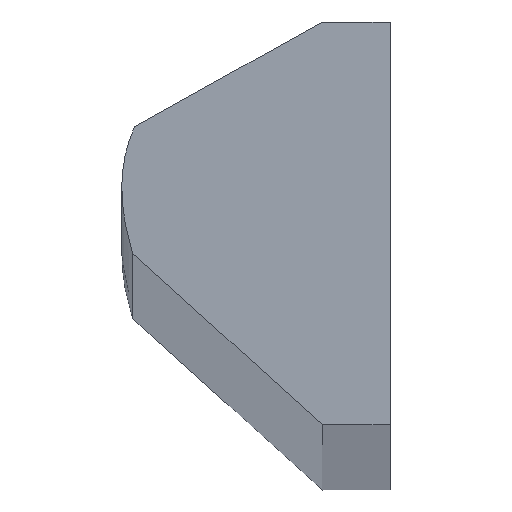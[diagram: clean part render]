
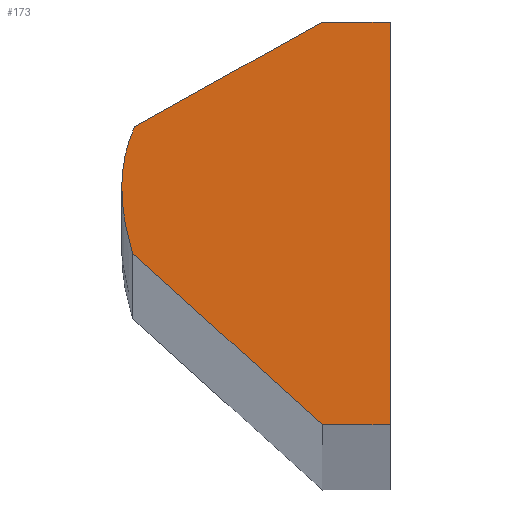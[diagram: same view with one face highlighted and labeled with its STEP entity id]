
A CAD part, top view. The second image highlights one B-rep face of the part: STEP entity #173.
In plain terms, the highlighted planar face has unit normal (0, 0, 1).
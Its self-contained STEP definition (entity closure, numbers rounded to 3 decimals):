
#104=CARTESIAN_POINT('Axis2P3D Location',(0.,0.,1395.)) ;
#109=CARTESIAN_POINT('Line Origine',(8.736,-3.676,1395.)) ;
#113=CARTESIAN_POINT('Vertex',(7.472,-3.676,1395.)) ;
#115=CARTESIAN_POINT('Vertex',(10.,-3.676,1395.)) ;
#118=CARTESIAN_POINT('Line Origine',(3.972,-5.627,1395.)) ;
#122=CARTESIAN_POINT('Vertex',(0.471,-7.578,1395.)) ;
#126=CARTESIAN_POINT('Control Point',(0.,-9.798,1395.)) ;
#127=CARTESIAN_POINT('Control Point',(0.,-9.345,1395.)) ;
#128=CARTESIAN_POINT('Control Point',(0.048,-8.896,1395.)) ;
#129=CARTESIAN_POINT('Control Point',(0.143,-8.452,1395.)) ;
#130=CARTESIAN_POINT('Control Point',(0.285,-8.013,1395.)) ;
#131=CARTESIAN_POINT('Control Point',(0.471,-7.578,1395.)) ;
#132=CARTESIAN_POINT('Vertex',(0.,-9.798,1395.)) ;
#136=CARTESIAN_POINT('Control Point',(0.404,-12.29,1395.)) ;
#137=CARTESIAN_POINT('Control Point',(0.244,-11.783,1395.)) ;
#138=CARTESIAN_POINT('Control Point',(0.123,-11.279,1395.)) ;
#139=CARTESIAN_POINT('Control Point',(0.041,-10.78,1395.)) ;
#140=CARTESIAN_POINT('Control Point',(0.,-10.286,1395.)) ;
#141=CARTESIAN_POINT('Control Point',(0.,-9.798,1395.)) ;
#142=CARTESIAN_POINT('Vertex',(0.404,-12.29,1395.)) ;
#145=CARTESIAN_POINT('Line Origine',(3.938,-15.483,1395.)) ;
#149=CARTESIAN_POINT('Vertex',(7.472,-18.676,1395.)) ;
#152=CARTESIAN_POINT('Line Origine',(8.736,-18.676,1395.)) ;
#156=CARTESIAN_POINT('Vertex',(10.,-18.676,1395.)) ;
#159=CARTESIAN_POINT('Line Origine',(10.,-11.176,1395.)) ;
#111=VECTOR('Line Direction',#110,1.) ;
#120=VECTOR('Line Direction',#119,1.) ;
#147=VECTOR('Line Direction',#146,1.) ;
#154=VECTOR('Line Direction',#153,1.) ;
#161=VECTOR('Line Direction',#160,1.) ;
#105=DIRECTION('Axis2P3D Direction',(0.,0.,-1.)) ;
#106=DIRECTION('Axis2P3D XDirection',(1.,0.,0.)) ;
#110=DIRECTION('Vector Direction',(1.,0.,0.)) ;
#119=DIRECTION('Vector Direction',(-0.873,-0.487,0.)) ;
#146=DIRECTION('Vector Direction',(-0.742,0.67,0.)) ;
#153=DIRECTION('Vector Direction',(-1.,0.,0.)) ;
#160=DIRECTION('Vector Direction',(0.,-1.,0.)) ;
#107=AXIS2_PLACEMENT_3D('Plane Axis2P3D',#104,#105,#106) ;
#112=LINE('Line',#109,#111) ;
#121=LINE('Line',#118,#120) ;
#148=LINE('Line',#145,#147) ;
#155=LINE('Line',#152,#154) ;
#162=LINE('Line',#159,#161) ;
#108=PLANE('',#107) ;
#117=EDGE_CURVE('',#114,#116,#112,.T.) ;
#124=EDGE_CURVE('',#123,#114,#121,.F.) ;
#134=EDGE_CURVE('',#133,#123,#125,.T.) ;
#144=EDGE_CURVE('',#143,#133,#135,.T.) ;
#151=EDGE_CURVE('',#150,#143,#148,.T.) ;
#158=EDGE_CURVE('',#157,#150,#155,.T.) ;
#163=EDGE_CURVE('',#116,#157,#162,.T.) ;
#165=ORIENTED_EDGE('',*,*,#117,.F.) ;
#166=ORIENTED_EDGE('',*,*,#124,.F.) ;
#167=ORIENTED_EDGE('',*,*,#134,.F.) ;
#168=ORIENTED_EDGE('',*,*,#144,.F.) ;
#169=ORIENTED_EDGE('',*,*,#151,.F.) ;
#170=ORIENTED_EDGE('',*,*,#158,.F.) ;
#171=ORIENTED_EDGE('',*,*,#163,.F.) ;
#164=EDGE_LOOP('',(#165,#166,#167,#168,#169,#170,#171)) ;
#114=VERTEX_POINT('',#113) ;
#116=VERTEX_POINT('',#115) ;
#123=VERTEX_POINT('',#122) ;
#133=VERTEX_POINT('',#132) ;
#143=VERTEX_POINT('',#142) ;
#150=VERTEX_POINT('',#149) ;
#157=VERTEX_POINT('',#156) ;
#173=ADVANCED_FACE('PartBody',(#172),#108,.F.) ;
#125=B_SPLINE_CURVE_WITH_KNOTS('',5,(#126,#127,#128,#129,#130,#131),.UNSPECIFIED.,.F.,.U.,(6,6),(0.,2.293),.UNSPECIFIED.) ;
#135=B_SPLINE_CURVE_WITH_KNOTS('',5,(#136,#137,#138,#139,#140,#141),.UNSPECIFIED.,.F.,.U.,(6,6),(0.,2.539),.UNSPECIFIED.) ;
#172=FACE_OUTER_BOUND('',#164,.T.) ;
